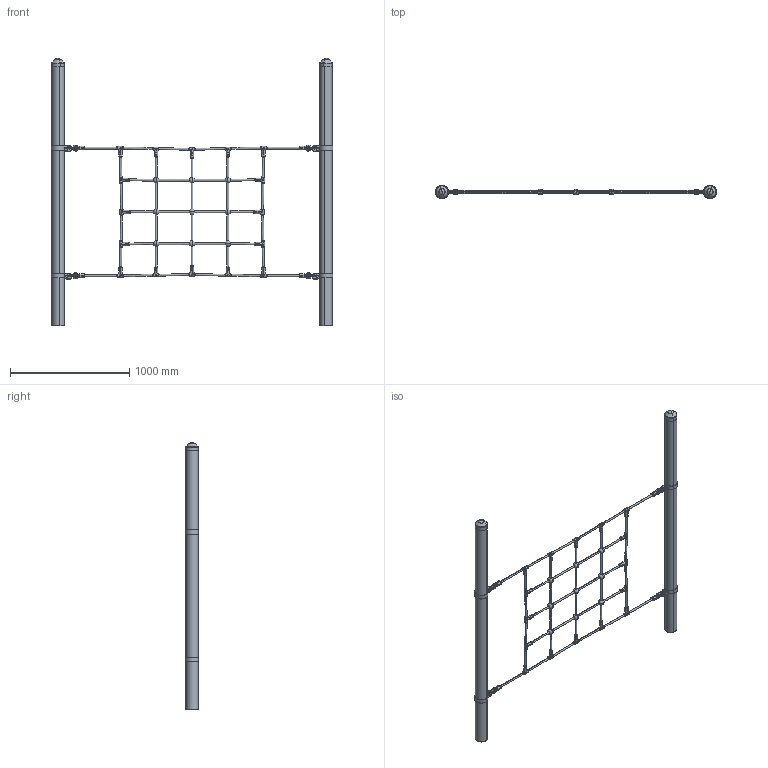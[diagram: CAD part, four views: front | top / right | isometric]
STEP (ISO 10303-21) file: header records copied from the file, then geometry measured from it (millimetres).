
FILE_DESCRIPTION (( 'STEP AP203' ), '1' );
FILE_NAME ('4591-30-2.STEP', '2016-03-03T07:50:02', ( '' ), ( '' ), 'SwSTEP 2.0', 'SolidWorks 2016', '' );
FILE_SCHEMA (( 'CONFIG_CONTROL_DESIGN' ));
Length unit declared in the file: millimetre
Products named in the file (11): Pfosten-4591-30-2; 75-4591-30-2__Standard<Wie bearbeitet>; Abdeckkappe-4591-30-2; 457-06 - Kunststoff Kausche_; 4591-30-2; 55-02-08 - Schäkel M8  geschweift_; 70-02 - T-Stück fest_; 70-02-48 - Knotenkugel_; 70-4594-70 - PA-Adapter_; Schelle-4591-30-2; 75-4591-30-2_
Assembly tree (47 placements, depth 3):
  4591-30-2
    75-4591-30-2_
      75-4591-30-2__Standard<Wie bearbeitet>
      457-06 - Kunststoff Kausche_  x4
      55-02-08 - Schäkel M8  geschweift_  x4
      70-02 - T-Stück fest_  x16
      70-02-48 - Knotenkugel_  x9
      70-4594-70 - PA-Adapter_  x4
      Schelle-4591-30-2  x4
    Pfosten-4591-30-2  x2
    Abdeckkappe-4591-30-2  x2
Bounding box: 2356.36 x 111 x 2238.96 mm (x, y, z)
Volume: 8400597.9 mm3; surface area: 4092521.4 mm2
Topology: 109 solids, 109 shells, 2400 faces, 6281 edges, 3831 vertices
Faces by surface type: cylinder 844, plane 586, torus 428, cone 340, bspline 184, sphere 18
Entity records: 22120 total; most frequent: CARTESIAN_POINT 7788, DIRECTION 2544, ORIENTED_EDGE 2496, EDGE_CURVE 1248, AXIS2_PLACEMENT_3D 1025, VERTEX_POINT 785, EDGE_LOOP 589, FACE_OUTER_BOUND 564
